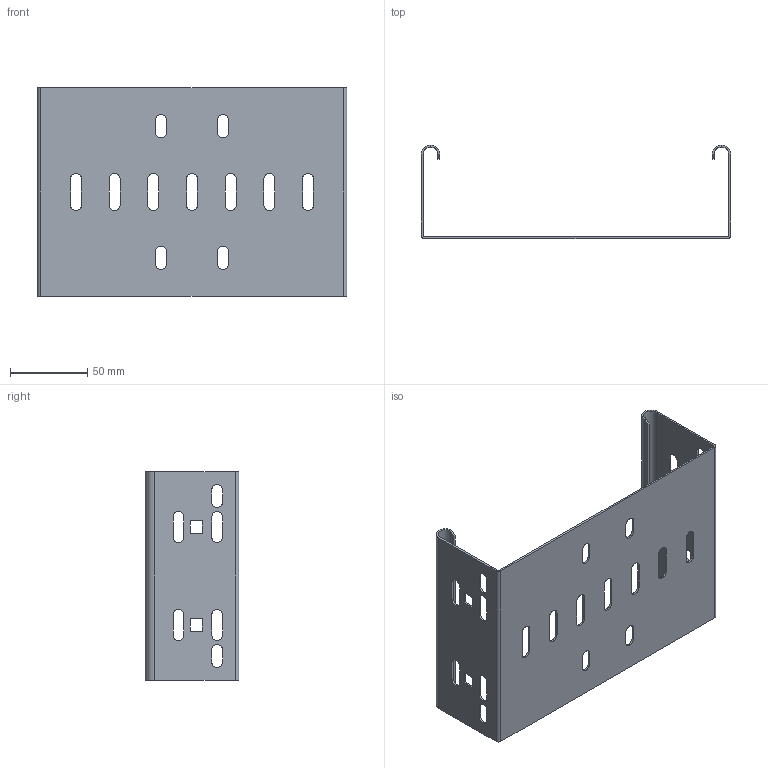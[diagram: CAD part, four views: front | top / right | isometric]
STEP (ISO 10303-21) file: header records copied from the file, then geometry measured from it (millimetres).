
FILE_DESCRIPTION((''),'2;1');
FILE_NAME('6065714','2014-09-25T',('AndreasKeweloh'),(''),'PRO/ENGINEER BY PARAMETRIC TECHNOLOGY CORPORATION, 2014000','PRO/ENGINEER BY PARAMETRIC TECHNOLOGY CORPORATION, 2014000','');
FILE_SCHEMA(('CONFIG_CONTROL_DESIGN'));
Length unit declared in the file: millimetre
Products named in the file (1): 6065714
Bounding box: 200 x 60.5 x 135 mm (x, y, z)
Volume: 54237.8 mm3; surface area: 89481.2 mm2
Topology: 1 solids, 1 shells, 157 faces, 457 edges, 302 vertices
Faces by surface type: plane 80, cylinder 77
Entity records: 5367 total; most frequent: DIRECTION 925, CARTESIAN_POINT 916, ORIENTED_EDGE 914, EDGE_CURVE 457, AXIS2_PLACEMENT_3D 311, VECTOR 303, LINE 303, VERTEX_POINT 302
